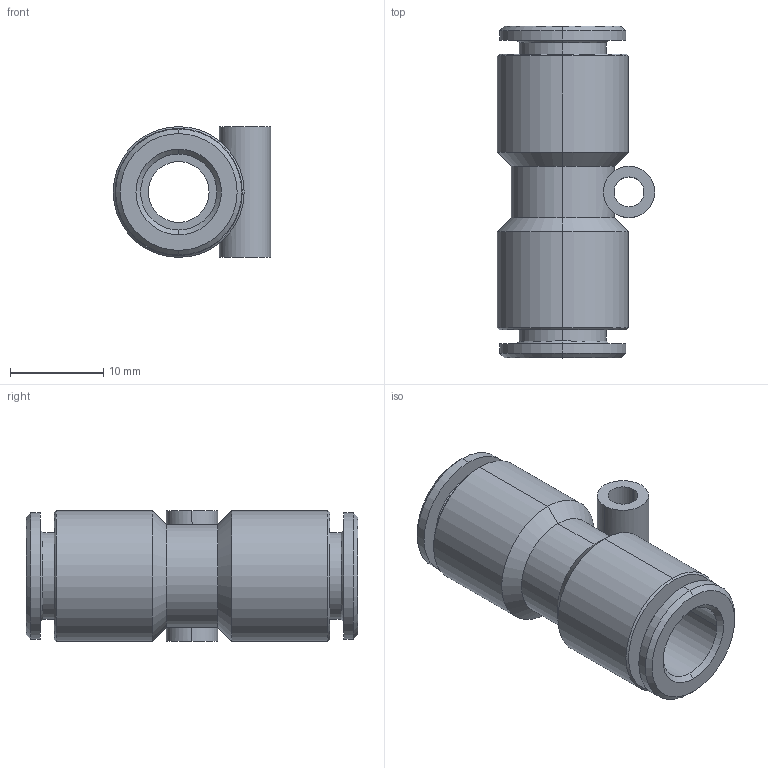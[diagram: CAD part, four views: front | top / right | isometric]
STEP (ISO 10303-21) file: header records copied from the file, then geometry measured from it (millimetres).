
FILE_DESCRIPTION(( 'RT.25.08.00.STEP' ), '1');
FILE_NAME( 'RT.25.08.00.STEP', '2018-10-08T15:36:40',( 'Sopra'),('sopra-pneumatic.com'), 'SwSTEP 2.0','SolidWorks 2009','' );
FILE_SCHEMA (( 'CONFIG_CONTROL_DESIGN' ));
Length unit declared in the file: millimetre
Products named in the file (1): B0150040
Bounding box: 16.85 x 35.5 x 14 mm (x, y, z)
Volume: 3143.1 mm3; surface area: 3233.4 mm2
Topology: 1 solids, 1 shells, 54 faces, 115 edges, 70 vertices
Faces by surface type: cylinder 24, cone 20, plane 10
Entity records: 1606 total; most frequent: CARTESIAN_POINT 298, DIRECTION 291, ORIENTED_EDGE 230, AXIS2_PLACEMENT_3D 123, EDGE_CURVE 115, VERTEX_POINT 70, CIRCLE 68, EDGE_LOOP 65
